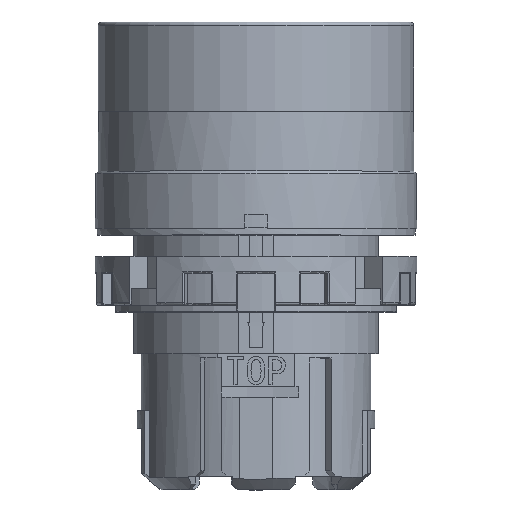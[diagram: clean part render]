
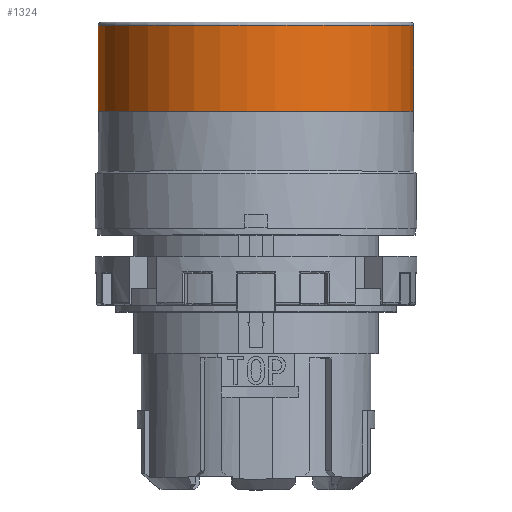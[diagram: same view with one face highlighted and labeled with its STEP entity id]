
A CAD part, top view. The second image highlights one B-rep face of the part: STEP entity #1324.
In plain terms, the highlighted cylindrical face has radius 14.15 mm (diameter 28.3 mm), a full revolution.
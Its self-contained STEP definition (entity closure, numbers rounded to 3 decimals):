
#1324 = ADVANCED_FACE( '', ( #2688, #2689 ), #2690, .T. );
#2688 = FACE_OUTER_BOUND( '', #4636, .T. );
#2689 = FACE_OUTER_BOUND( '', #4637, .T. );
#2690 = CYLINDRICAL_SURFACE( '', #4638, 14.15 );
#4636 = EDGE_LOOP( '', ( #8580 ) );
#4637 = EDGE_LOOP( '', ( #8581 ) );
#4638 = AXIS2_PLACEMENT_3D( '', #8582, #8583, #8584 );
#8580 = ORIENTED_EDGE( '', *, *, #10451, .T. );
#8581 = ORIENTED_EDGE( '', *, *, #9517, .T. );
#8582 = CARTESIAN_POINT( '', ( 0., 64.5, 0. ) );
#8583 = DIRECTION( '', ( 0., -1., 0. ) );
#8584 = DIRECTION( '', ( 0.728, 0., 0.685 ) );
#9517 = EDGE_CURVE( '', #11576, #11576, #11577, .T. );
#10451 = EDGE_CURVE( '', #12809, #12809, #12810, .T. );
#11576 = VERTEX_POINT( '', #14778 );
#11577 = CIRCLE( '', #14779, 14.15 );
#12809 = VERTEX_POINT( '', #16979 );
#12810 = CIRCLE( '', #16980, 14.15 );
#14778 = CARTESIAN_POINT( '', ( 10.307, 10.51, 9.694 ) );
#14779 = AXIS2_PLACEMENT_3D( '', #17843, #17844, #17845 );
#16979 = CARTESIAN_POINT( '', ( -10.307, 18.2, -9.694 ) );
#16980 = AXIS2_PLACEMENT_3D( '', #18904, #18905, #18906 );
#17843 = CARTESIAN_POINT( '', ( 0., 10.51, 0. ) );
#17844 = DIRECTION( '', ( 0., 1., 0. ) );
#17845 = DIRECTION( '', ( 0.728, 0., 0.685 ) );
#18904 = CARTESIAN_POINT( '', ( 0., 18.2, 0. ) );
#18905 = DIRECTION( '', ( 0., -1., 0. ) );
#18906 = DIRECTION( '', ( -0.728, 0., -0.685 ) );
